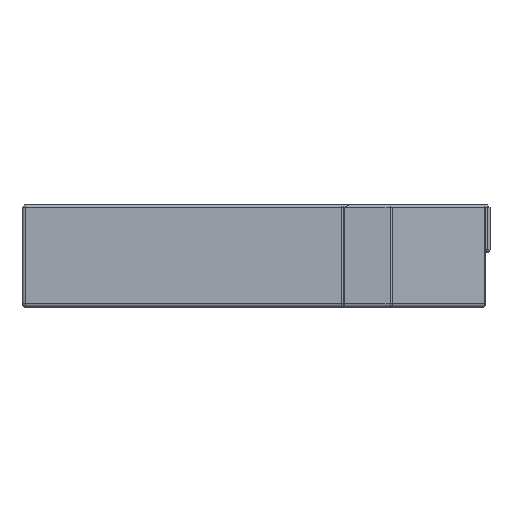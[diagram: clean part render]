
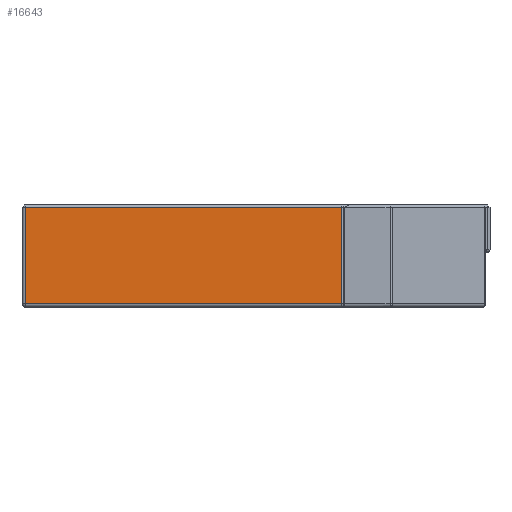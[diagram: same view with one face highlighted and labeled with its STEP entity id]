
A CAD part, left-side view. The second image highlights one B-rep face of the part: STEP entity #16643.
In plain terms, the highlighted planar face has unit normal (-1, 0, 0).
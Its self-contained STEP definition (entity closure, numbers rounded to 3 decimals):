
#1274=LINE('',#26079,#2958);
#1283=LINE('',#26102,#2967);
#1284=LINE('',#26106,#2968);
#1285=LINE('',#26107,#2969);
#2958=VECTOR('',#20457,10.);
#2967=VECTOR('',#20488,10.);
#2968=VECTOR('',#20493,10.);
#2969=VECTOR('',#20494,10.);
#4371=FACE_OUTER_BOUND('',#5363,.T.);
#5363=EDGE_LOOP('',(#12166,#12167,#12168,#12169));
#7454=VERTEX_POINT('',#26073);
#7455=VERTEX_POINT('',#26077);
#7458=VERTEX_POINT('',#26101);
#7459=VERTEX_POINT('',#26105);
#9195=EDGE_CURVE('',#7454,#7455,#1274,.T.);
#9206=EDGE_CURVE('',#7455,#7458,#1283,.T.);
#9208=EDGE_CURVE('',#7459,#7454,#1284,.T.);
#9209=EDGE_CURVE('',#7458,#7459,#1285,.T.);
#12166=ORIENTED_EDGE('',*,*,#9195,.F.);
#12167=ORIENTED_EDGE('',*,*,#9208,.F.);
#12168=ORIENTED_EDGE('',*,*,#9209,.F.);
#12169=ORIENTED_EDGE('',*,*,#9206,.F.);
#16112=PLANE('',#17860);
#16643=ADVANCED_FACE('',(#4371),#16112,.T.);
#17860=AXIS2_PLACEMENT_3D('',#26104,#20491,#20492);
#20457=DIRECTION('',(0.,-1.,0.));
#20488=DIRECTION('',(0.,0.,-1.));
#20491=DIRECTION('center_axis',(-1.,0.,0.));
#20492=DIRECTION('ref_axis',(0.,1.,0.));
#20493=DIRECTION('',(0.,0.,1.));
#20494=DIRECTION('',(0.,1.,0.));
#26073=CARTESIAN_POINT('',(0.,67.5,-0.4));
#26077=CARTESIAN_POINT('',(0.,21.117,-0.4));
#26079=CARTESIAN_POINT('',(0.,28.705,-0.4));
#26101=CARTESIAN_POINT('',(0.,21.117,-14.5));
#26102=CARTESIAN_POINT('',(0.,21.117,0.));
#26104=CARTESIAN_POINT('Origin',(0.,20.91,0.));
#26105=CARTESIAN_POINT('',(0.,67.5,-14.5));
#26106=CARTESIAN_POINT('',(0.,67.5,0.));
#26107=CARTESIAN_POINT('',(0.,28.705,-14.5));
